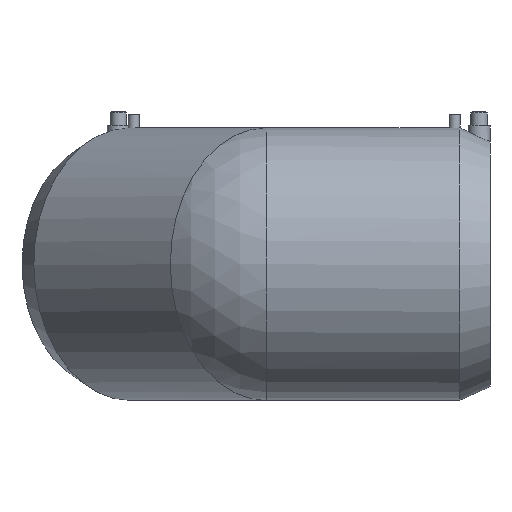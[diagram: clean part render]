
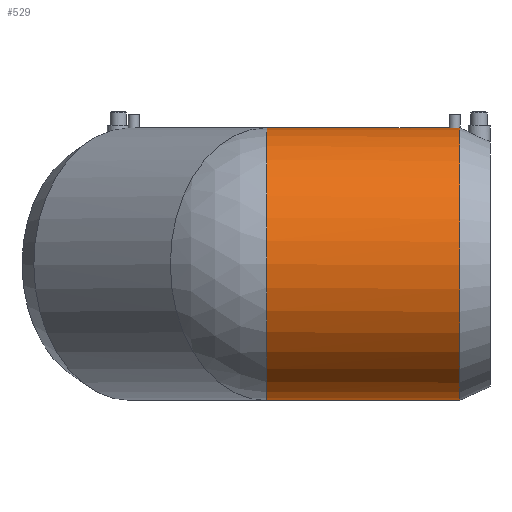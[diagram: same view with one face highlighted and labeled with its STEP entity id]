
A CAD part, left-side view. The second image highlights one B-rep face of the part: STEP entity #529.
In plain terms, the highlighted cylindrical face has radius 100 mm (diameter 200 mm), a full revolution.
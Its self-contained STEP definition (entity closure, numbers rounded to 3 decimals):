
#28=B_SPLINE_CURVE_WITH_KNOTS('',3,(#967,#968,#969,#970,#971,#972,#973,
#974,#975,#976,#977,#978,#979,#980,#981,#982,#983,#984,#985,#986,#987,#988,
#989,#990,#991,#992),.UNSPECIFIED.,.F.,.F.,(4,2,2,2,2,2,2,2,2,2,2,2,4),
(0.739,0.753,0.904,1.055,
1.206,1.356,1.507,1.658,1.808,
1.959,2.11,2.26,2.411),
 .UNSPECIFIED.);
#30=B_SPLINE_CURVE_WITH_KNOTS('',3,(#1000,#1001,#1002,#1003,#1004,#1005,
#1006,#1007,#1008,#1009),.UNSPECIFIED.,.F.,.F.,(4,2,2,2,4),(2.411,
2.562,2.712,2.863,2.877),
 .UNSPECIFIED.);
#37=ELLIPSE('',#597,108.239,100.);
#38=ELLIPSE('',#600,108.239,100.);
#46=LINE('',#1016,#70);
#70=VECTOR('',#715,100.);
#93=CYLINDRICAL_SURFACE('',#596,100.);
#124=FACE_OUTER_BOUND('',#165,.T.);
#165=EDGE_LOOP('',(#403,#404,#405,#406,#407,#408,#409,#410,#411));
#210=CIRCLE('',#598,100.);
#211=CIRCLE('',#599,100.);
#212=CIRCLE('',#601,100.);
#252=VERTEX_POINT('',#964);
#253=VERTEX_POINT('',#966);
#254=VERTEX_POINT('',#993);
#255=VERTEX_POINT('',#1012);
#256=VERTEX_POINT('',#1013);
#257=VERTEX_POINT('',#1015);
#258=VERTEX_POINT('',#1019);
#307=EDGE_CURVE('',#253,#252,#28,.T.);
#309=EDGE_CURVE('',#252,#254,#30,.T.);
#310=EDGE_CURVE('',#255,#256,#37,.T.);
#311=EDGE_CURVE('',#256,#257,#46,.T.);
#312=EDGE_CURVE('',#257,#253,#210,.T.);
#313=EDGE_CURVE('',#254,#257,#211,.T.);
#314=EDGE_CURVE('',#256,#258,#38,.T.);
#315=EDGE_CURVE('',#255,#258,#212,.T.);
#403=ORIENTED_EDGE('',*,*,#310,.T.);
#404=ORIENTED_EDGE('',*,*,#311,.T.);
#405=ORIENTED_EDGE('',*,*,#312,.T.);
#406=ORIENTED_EDGE('',*,*,#307,.T.);
#407=ORIENTED_EDGE('',*,*,#309,.T.);
#408=ORIENTED_EDGE('',*,*,#313,.T.);
#409=ORIENTED_EDGE('',*,*,#311,.F.);
#410=ORIENTED_EDGE('',*,*,#314,.T.);
#411=ORIENTED_EDGE('',*,*,#315,.F.);
#529=ADVANCED_FACE('',(#124),#93,.T.);
#596=AXIS2_PLACEMENT_3D('',#1011,#711,#712);
#597=AXIS2_PLACEMENT_3D('',#1014,#713,#714);
#598=AXIS2_PLACEMENT_3D('',#1017,#716,#717);
#599=AXIS2_PLACEMENT_3D('',#1018,#718,#719);
#600=AXIS2_PLACEMENT_3D('',#1020,#720,#721);
#601=AXIS2_PLACEMENT_3D('',#1021,#722,#723);
#711=DIRECTION('center_axis',(0.,1.,0.));
#712=DIRECTION('ref_axis',(-1.,0.,0.));
#713=DIRECTION('center_axis',(-0.383,-0.924,0.));
#714=DIRECTION('ref_axis',(-0.924,0.383,0.));
#715=DIRECTION('',(0.,-1.,0.));
#716=DIRECTION('center_axis',(0.,1.,0.));
#717=DIRECTION('ref_axis',(1.,0.,0.));
#718=DIRECTION('center_axis',(0.,1.,0.));
#719=DIRECTION('ref_axis',(1.,0.,0.));
#720=DIRECTION('center_axis',(-0.383,-0.924,0.));
#721=DIRECTION('ref_axis',(-0.924,0.383,0.));
#722=DIRECTION('center_axis',(0.,1.,0.));
#723=DIRECTION('ref_axis',(1.,0.,0.));
#964=CARTESIAN_POINT('',(4.,-63.,99.92));
#966=CARTESIAN_POINT('',(-1.392,-66.75,99.99));
#967=CARTESIAN_POINT('Ctrl Pts',(-1.392,-66.75,99.99));
#968=CARTESIAN_POINT('Ctrl Pts',(-1.439,-66.733,99.99));
#969=CARTESIAN_POINT('Ctrl Pts',(-1.485,-66.715,99.989));
#970=CARTESIAN_POINT('Ctrl Pts',(-2.024,-66.491,99.981));
#971=CARTESIAN_POINT('Ctrl Pts',(-2.473,-66.184,99.97));
#972=CARTESIAN_POINT('Ctrl Pts',(-3.184,-65.473,99.95));
#973=CARTESIAN_POINT('Ctrl Pts',(-3.491,-65.024,99.939));
#974=CARTESIAN_POINT('Ctrl Pts',(-3.9,-64.038,99.924));
#975=CARTESIAN_POINT('Ctrl Pts',(-4.,-63.502,99.92));
#976=CARTESIAN_POINT('Ctrl Pts',(-4.,-62.498,99.92));
#977=CARTESIAN_POINT('Ctrl Pts',(-3.9,-61.962,99.924));
#978=CARTESIAN_POINT('Ctrl Pts',(-3.491,-60.976,99.939));
#979=CARTESIAN_POINT('Ctrl Pts',(-3.184,-60.527,99.95));
#980=CARTESIAN_POINT('Ctrl Pts',(-2.473,-59.816,99.97));
#981=CARTESIAN_POINT('Ctrl Pts',(-2.024,-59.509,99.981));
#982=CARTESIAN_POINT('Ctrl Pts',(-1.038,-59.1,99.996));
#983=CARTESIAN_POINT('Ctrl Pts',(-0.502,-59.,100.));
#984=CARTESIAN_POINT('Ctrl Pts',(0.502,-59.,100.));
#985=CARTESIAN_POINT('Ctrl Pts',(1.038,-59.1,99.996));
#986=CARTESIAN_POINT('Ctrl Pts',(2.024,-59.509,99.981));
#987=CARTESIAN_POINT('Ctrl Pts',(2.473,-59.816,99.97));
#988=CARTESIAN_POINT('Ctrl Pts',(3.184,-60.527,99.95));
#989=CARTESIAN_POINT('Ctrl Pts',(3.491,-60.976,99.939));
#990=CARTESIAN_POINT('Ctrl Pts',(3.9,-61.962,99.924));
#991=CARTESIAN_POINT('Ctrl Pts',(4.,-62.498,99.92));
#992=CARTESIAN_POINT('Ctrl Pts',(4.,-63.,99.92));
#993=CARTESIAN_POINT('',(1.392,-66.75,99.99));
#1000=CARTESIAN_POINT('Ctrl Pts',(4.,-63.,99.92));
#1001=CARTESIAN_POINT('Ctrl Pts',(4.,-63.502,99.92));
#1002=CARTESIAN_POINT('Ctrl Pts',(3.9,-64.038,99.924));
#1003=CARTESIAN_POINT('Ctrl Pts',(3.491,-65.024,99.939));
#1004=CARTESIAN_POINT('Ctrl Pts',(3.184,-65.473,99.95));
#1005=CARTESIAN_POINT('Ctrl Pts',(2.473,-66.184,99.97));
#1006=CARTESIAN_POINT('Ctrl Pts',(2.024,-66.491,99.981));
#1007=CARTESIAN_POINT('Ctrl Pts',(1.485,-66.715,99.989));
#1008=CARTESIAN_POINT('Ctrl Pts',(1.439,-66.733,99.99));
#1009=CARTESIAN_POINT('Ctrl Pts',(1.392,-66.75,99.99));
#1011=CARTESIAN_POINT('Origin',(0.,4.125,0.));
#1012=CARTESIAN_POINT('',(0.,75.,-100.));
#1013=CARTESIAN_POINT('',(100.,33.579,0.));
#1014=CARTESIAN_POINT('Origin',(0.,75.,0.));
#1015=CARTESIAN_POINT('',(100.,-66.75,0.));
#1016=CARTESIAN_POINT('',(100.,4.125,0.));
#1017=CARTESIAN_POINT('Origin',(0.,-66.75,0.));
#1018=CARTESIAN_POINT('Origin',(0.,-66.75,0.));
#1019=CARTESIAN_POINT('',(0.,75.,100.));
#1020=CARTESIAN_POINT('Origin',(0.,75.,0.));
#1021=CARTESIAN_POINT('Origin',(0.,75.,0.));
